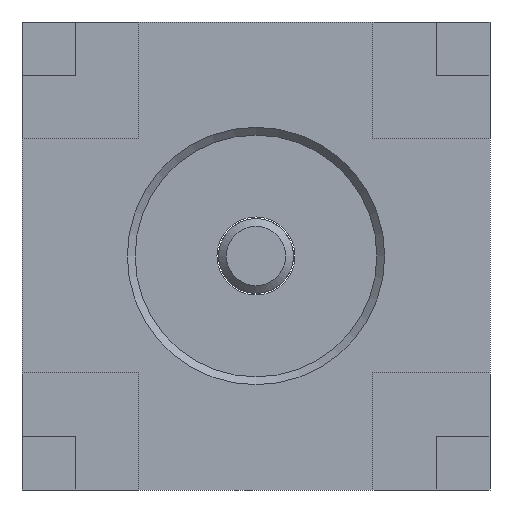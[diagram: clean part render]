
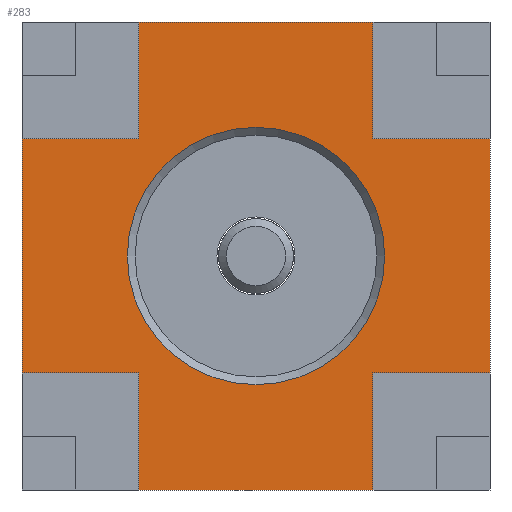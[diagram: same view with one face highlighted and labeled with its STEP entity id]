
A CAD part, front view. The second image highlights one B-rep face of the part: STEP entity #283.
In plain terms, the highlighted planar face has unit normal (0, -1, 0).
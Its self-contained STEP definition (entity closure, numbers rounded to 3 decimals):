
#283 = ADVANCED_FACE( '', ( #551, #552 ), #553, .T. );
#551 = FACE_OUTER_BOUND( '', #796, .T. );
#552 = FACE_BOUND( '', #797, .T. );
#553 = PLANE( '', #798 );
#796 = EDGE_LOOP( '', ( #1325, #1326, #1327, #1328, #1329, #1330, #1331, #1332, #1333, #1334, #1335, #1336 ) );
#797 = EDGE_LOOP( '', ( #1337 ) );
#798 = AXIS2_PLACEMENT_3D( '', #1338, #1339, #1340 );
#1325 = ORIENTED_EDGE( '', *, *, #1516, .F. );
#1326 = ORIENTED_EDGE( '', *, *, #1523, .T. );
#1327 = ORIENTED_EDGE( '', *, *, #1416, .F. );
#1328 = ORIENTED_EDGE( '', *, *, #1485, .F. );
#1329 = ORIENTED_EDGE( '', *, *, #1527, .F. );
#1330 = ORIENTED_EDGE( '', *, *, #1492, .T. );
#1331 = ORIENTED_EDGE( '', *, *, #1369, .T. );
#1332 = ORIENTED_EDGE( '', *, *, #1421, .F. );
#1333 = ORIENTED_EDGE( '', *, *, #1499, .T. );
#1334 = ORIENTED_EDGE( '', *, *, #1542, .T. );
#1335 = ORIENTED_EDGE( '', *, *, #1536, .T. );
#1336 = ORIENTED_EDGE( '', *, *, #1547, .F. );
#1337 = ORIENTED_EDGE( '', *, *, #1540, .F. );
#1338 = CARTESIAN_POINT( '', ( 3., 0., -1.5 ) );
#1339 = DIRECTION( '', ( 0., -1., 0. ) );
#1340 = DIRECTION( '', ( 0., 0., -1. ) );
#1369 = EDGE_CURVE( '', #1586, #1584, #1587, .T. );
#1416 = EDGE_CURVE( '', #1665, #1667, #1668, .T. );
#1421 = EDGE_CURVE( '', #1673, #1584, #1675, .T. );
#1485 = EDGE_CURVE( '', #1768, #1665, #1769, .T. );
#1492 = EDGE_CURVE( '', #1778, #1586, #1779, .T. );
#1499 = EDGE_CURVE( '', #1673, #1786, #1788, .T. );
#1516 = EDGE_CURVE( '', #1808, #1810, #1811, .T. );
#1523 = EDGE_CURVE( '', #1808, #1667, #1819, .T. );
#1527 = EDGE_CURVE( '', #1778, #1768, #1823, .T. );
#1536 = EDGE_CURVE( '', #1834, #1835, #1836, .T. );
#1540 = EDGE_CURVE( '', #1840, #1840, #1841, .T. );
#1542 = EDGE_CURVE( '', #1786, #1834, #1843, .T. );
#1547 = EDGE_CURVE( '', #1810, #1835, #1848, .T. );
#1584 = VERTEX_POINT( '', #1891 );
#1586 = VERTEX_POINT( '', #1894 );
#1587 = LINE( '', #1895, #1896 );
#1665 = VERTEX_POINT( '', #1998 );
#1667 = VERTEX_POINT( '', #2001 );
#1668 = LINE( '', #2002, #2003 );
#1673 = VERTEX_POINT( '', #2010 );
#1675 = LINE( '', #2013, #2014 );
#1768 = VERTEX_POINT( '', #2127 );
#1769 = LINE( '', #2128, #2129 );
#1778 = VERTEX_POINT( '', #2142 );
#1779 = LINE( '', #2143, #2144 );
#1786 = VERTEX_POINT( '', #2155 );
#1788 = LINE( '', #2158, #2159 );
#1808 = VERTEX_POINT( '', #2188 );
#1810 = VERTEX_POINT( '', #2191 );
#1811 = LINE( '', #2192, #2193 );
#1819 = LINE( '', #2202, #2203 );
#1823 = LINE( '', #2208, #2209 );
#1834 = VERTEX_POINT( '', #2220 );
#1835 = VERTEX_POINT( '', #2221 );
#1836 = LINE( '', #2222, #2223 );
#1840 = VERTEX_POINT( '', #2229 );
#1841 = CIRCLE( '', #2230, 1.65 );
#1843 = LINE( '', #2232, #2233 );
#1848 = LINE( '', #2240, #2241 );
#1891 = CARTESIAN_POINT( '', ( 1.5, 0., 1.5 ) );
#1894 = CARTESIAN_POINT( '', ( 3., 0., 1.5 ) );
#1895 = CARTESIAN_POINT( '', ( 3., 0., 1.5 ) );
#1896 = VECTOR( '', #2275, 1000. );
#1998 = CARTESIAN_POINT( '', ( 1.5, 0., -3. ) );
#2001 = CARTESIAN_POINT( '', ( -1.5, 0., -3. ) );
#2002 = CARTESIAN_POINT( '', ( 1.5, 0., -3. ) );
#2003 = VECTOR( '', #2337, 1000. );
#2010 = CARTESIAN_POINT( '', ( 1.5, 0., 3. ) );
#2013 = CARTESIAN_POINT( '', ( 1.5, 0., 3. ) );
#2014 = VECTOR( '', #2341, 1000. );
#2127 = CARTESIAN_POINT( '', ( 1.5, 0., -1.5 ) );
#2128 = CARTESIAN_POINT( '', ( 1.5, 0., 3. ) );
#2129 = VECTOR( '', #2422, 1000. );
#2142 = CARTESIAN_POINT( '', ( 3., 0., -1.5 ) );
#2143 = CARTESIAN_POINT( '', ( 3., 0., -1.5 ) );
#2144 = VECTOR( '', #2427, 1000. );
#2155 = CARTESIAN_POINT( '', ( -1.5, 0., 3. ) );
#2158 = CARTESIAN_POINT( '', ( 1.5, 0., 3. ) );
#2159 = VECTOR( '', #2433, 1000. );
#2188 = CARTESIAN_POINT( '', ( -1.5, 0., -1.5 ) );
#2191 = CARTESIAN_POINT( '', ( -3., 0., -1.5 ) );
#2192 = CARTESIAN_POINT( '', ( 3., 0., -1.5 ) );
#2193 = VECTOR( '', #2444, 1000. );
#2202 = CARTESIAN_POINT( '', ( -1.5, 0., 3. ) );
#2203 = VECTOR( '', #2449, 1000. );
#2208 = CARTESIAN_POINT( '', ( 3., 0., -1.5 ) );
#2209 = VECTOR( '', #2451, 1000. );
#2220 = CARTESIAN_POINT( '', ( -1.5, 0., 1.5 ) );
#2221 = CARTESIAN_POINT( '', ( -3., 0., 1.5 ) );
#2222 = CARTESIAN_POINT( '', ( 3., 0., 1.5 ) );
#2223 = VECTOR( '', #2464, 1000. );
#2229 = CARTESIAN_POINT( '', ( 0., 0., -1.65 ) );
#2230 = AXIS2_PLACEMENT_3D( '', #2467, #2468, #2469 );
#2232 = CARTESIAN_POINT( '', ( -1.5, 0., 3. ) );
#2233 = VECTOR( '', #2470, 1000. );
#2240 = CARTESIAN_POINT( '', ( -3., 0., -1.5 ) );
#2241 = VECTOR( '', #2473, 1000. );
#2275 = DIRECTION( '', ( -1., 0., 0. ) );
#2337 = DIRECTION( '', ( -1., 0., 0. ) );
#2341 = DIRECTION( '', ( 0., 0., -1. ) );
#2422 = DIRECTION( '', ( 0., 0., -1. ) );
#2427 = DIRECTION( '', ( 0., 0., 1. ) );
#2433 = DIRECTION( '', ( -1., 0., 0. ) );
#2444 = DIRECTION( '', ( -1., 0., 0. ) );
#2449 = DIRECTION( '', ( 0., 0., -1. ) );
#2451 = DIRECTION( '', ( -1., 0., 0. ) );
#2464 = DIRECTION( '', ( -1., 0., 0. ) );
#2467 = CARTESIAN_POINT( '', ( 0., 0., 0. ) );
#2468 = DIRECTION( '', ( 0., -1., 0. ) );
#2469 = DIRECTION( '', ( 0., 0., -1. ) );
#2470 = DIRECTION( '', ( 0., 0., -1. ) );
#2473 = DIRECTION( '', ( 0., 0., 1. ) );
